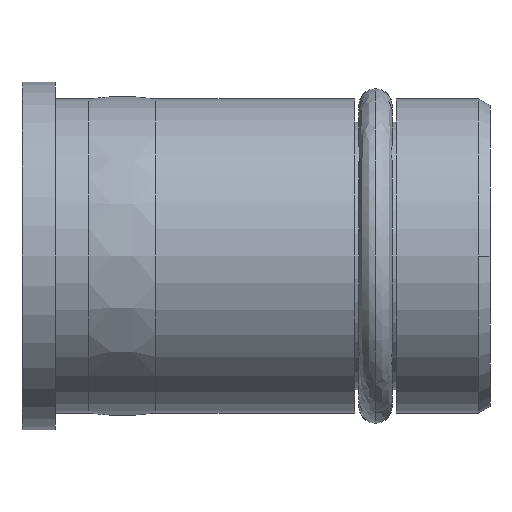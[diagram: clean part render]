
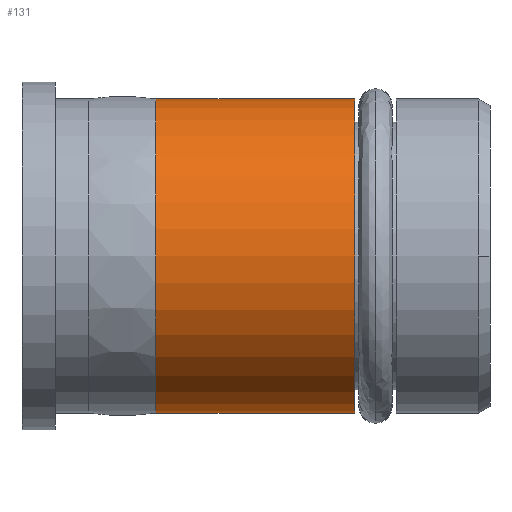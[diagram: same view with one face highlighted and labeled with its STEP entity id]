
A CAD part, front view. The second image highlights one B-rep face of the part: STEP entity #131.
In plain terms, the highlighted cylindrical face has radius 4.7 mm (diameter 9.4 mm), a partial arc.
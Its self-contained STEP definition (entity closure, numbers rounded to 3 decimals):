
#106 = AXIS2_PLACEMENT_3D ( 'NONE', #478, #470, #464 ) ;
#131 = ADVANCED_FACE ( 'NONE', ( #1561 ), #1553, .T. ) ;
#464 = DIRECTION ( 'NONE',  ( 0., 0., 1. ) ) ;
#470 = DIRECTION ( 'NONE',  ( -1., 0., 0. ) ) ;
#478 = CARTESIAN_POINT ( 'NONE',  ( 0., 0., 0. ) ) ;
#521 = LINE ( 'NONE', #1434, #529 ) ;
#529 = VECTOR ( 'NONE', #1492, 1000. ) ;
#543 = LINE ( 'NONE', #1529, #544 ) ;
#544 = VECTOR ( 'NONE', #1538, 1000. ) ;
#681 = ORIENTED_EDGE ( 'NONE', *, *, #2455, .F. ) ;
#733 = AXIS2_PLACEMENT_3D ( 'NONE', #3407, #3410, #2090 ) ;
#766 = ORIENTED_EDGE ( 'NONE', *, *, #1761, .T. ) ;
#1170 = CIRCLE ( 'NONE', #733, 4.7 ) ;
#1310 = EDGE_CURVE ( 'NONE', #3075, #2475, #521, .T. ) ;
#1331 = EDGE_CURVE ( 'NONE', #3583, #2760, #543, .T. ) ;
#1434 = CARTESIAN_POINT ( 'NONE',  ( 0., 0., 4.7 ) ) ;
#1492 = DIRECTION ( 'NONE',  ( -1., 0., 0. ) ) ;
#1529 = CARTESIAN_POINT ( 'NONE',  ( 0., 0., -4.7 ) ) ;
#1538 = DIRECTION ( 'NONE',  ( -1., 0., 0. ) ) ;
#1553 = CYLINDRICAL_SURFACE ( 'NONE', #106, 4.7 ) ;
#1561 = FACE_OUTER_BOUND ( 'NONE', #2223, .T. ) ;
#1754 = CARTESIAN_POINT ( 'NONE',  ( 9.95, 0., -4.7 ) ) ;
#1761 = EDGE_CURVE ( 'NONE', #3583, #3075, #1170, .T. ) ;
#1949 = CARTESIAN_POINT ( 'NONE',  ( 4., 0., -4.7 ) ) ;
#2090 = DIRECTION ( 'NONE',  ( 0., 0., 1. ) ) ;
#2223 = EDGE_LOOP ( 'NONE', ( #3172, #766, #2749, #681 ) ) ;
#2455 = EDGE_CURVE ( 'NONE', #2760, #2475, #2815, .T. ) ;
#2468 = AXIS2_PLACEMENT_3D ( 'NONE', #3229, #3241, #3180 ) ;
#2475 = VERTEX_POINT ( 'NONE', #2980 ) ;
#2573 = CARTESIAN_POINT ( 'NONE',  ( 9.95, 0., 4.7 ) ) ;
#2749 = ORIENTED_EDGE ( 'NONE', *, *, #1310, .T. ) ;
#2760 = VERTEX_POINT ( 'NONE', #1949 ) ;
#2815 = CIRCLE ( 'NONE', #2468, 4.7 ) ;
#2980 = CARTESIAN_POINT ( 'NONE',  ( 4., 0., 4.7 ) ) ;
#3075 = VERTEX_POINT ( 'NONE', #2573 ) ;
#3172 = ORIENTED_EDGE ( 'NONE', *, *, #1331, .F. ) ;
#3180 = DIRECTION ( 'NONE',  ( 0., 0., 1. ) ) ;
#3229 = CARTESIAN_POINT ( 'NONE',  ( 4., 0., 0. ) ) ;
#3241 = DIRECTION ( 'NONE',  ( -1., 0., 0. ) ) ;
#3407 = CARTESIAN_POINT ( 'NONE',  ( 9.95, 0., 0. ) ) ;
#3410 = DIRECTION ( 'NONE',  ( -1., 0., 0. ) ) ;
#3583 = VERTEX_POINT ( 'NONE', #1754 ) ;
